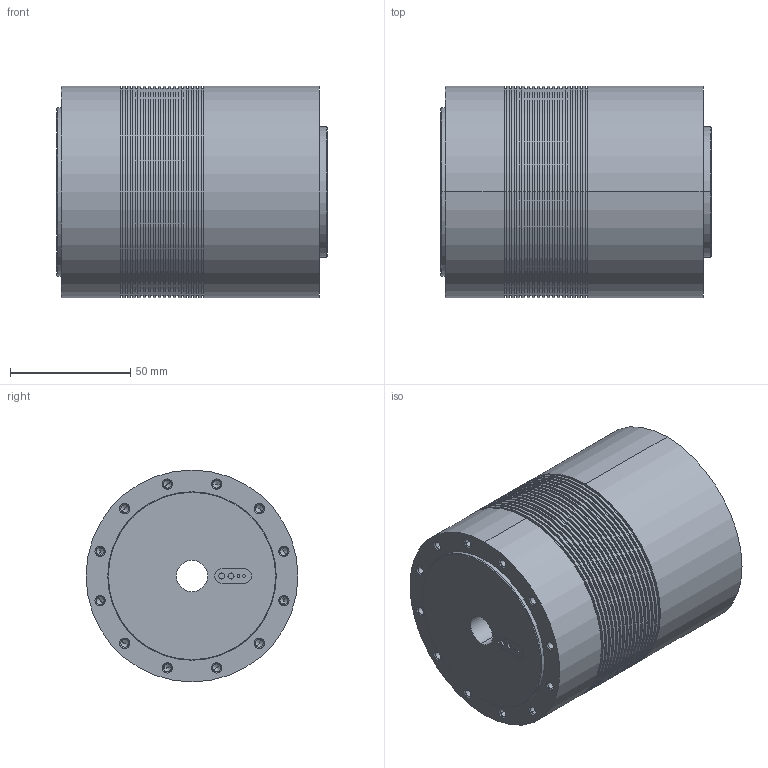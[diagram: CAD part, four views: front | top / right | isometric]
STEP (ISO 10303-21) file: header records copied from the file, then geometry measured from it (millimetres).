
FILE_DESCRIPTION (( 'STEP AP203' ), '1' );
FILE_NAME ('RDrive85_rev04.STEP', '2019-01-30T09:36:48', ( '' ), ( '' ), 'SwSTEP 2.0', 'SolidWorks 2017', '' );
FILE_SCHEMA (( 'CONFIG_CONTROL_DESIGN' ));
Length unit declared in the file: millimetre
Products named in the file (3): RDrive85_rev04; RD85_Hausing_.; RD85_Flange_.
Assembly tree (2 placements, depth 2):
  RDrive85_rev04
    RD85_Hausing_.
    RD85_Flange_.
Bounding box: 112.5 x 88 x 88 mm (x, y, z)
Volume: 642708.2 mm3; surface area: 69098.3 mm2
Topology: 2 solids, 2 shells, 395 faces, 864 edges, 490 vertices
Faces by surface type: cylinder 186, cone 148, plane 59, torus 2
Entity records: 10639 total; most frequent: DIRECTION 2044, CARTESIAN_POINT 1682, ORIENTED_EDGE 1584, AXIS2_PLACEMENT_3D 852, EDGE_CURVE 792, VERTEX_POINT 490, EDGE_LOOP 488, CIRCLE 452
